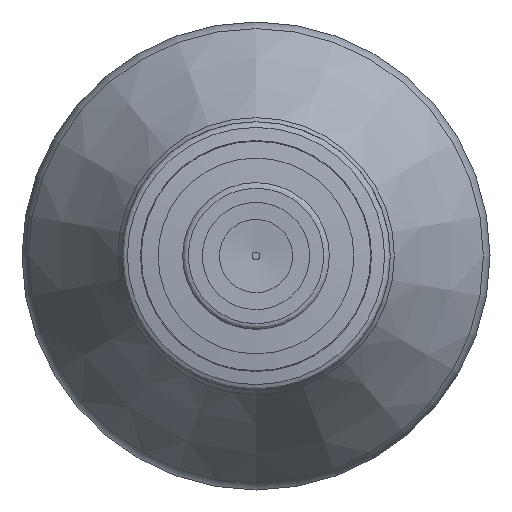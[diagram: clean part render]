
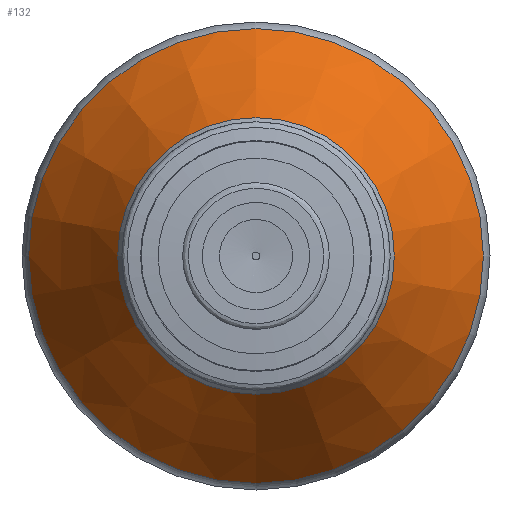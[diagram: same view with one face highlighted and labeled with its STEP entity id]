
A CAD part, left-side view. The second image highlights one B-rep face of the part: STEP entity #132.
In plain terms, the highlighted conical face has half-angle 32.856 degrees and reference radius 16.52 mm.
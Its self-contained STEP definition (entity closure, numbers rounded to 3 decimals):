
#117=CONICAL_SURFACE('',#532,16.52,32.856);
#132=ADVANCED_FACE('',(#190,#191),#117,.T.);
#190=FACE_BOUND('',#263,.T.);
#191=FACE_BOUND('',#264,.T.);
#263=EDGE_LOOP('',(#339));
#264=EDGE_LOOP('',(#340));
#339=ORIENTED_EDGE('',*,*,#441,.T.);
#340=ORIENTED_EDGE('',*,*,#440,.F.);
#402=VERTEX_POINT('',#741);
#403=VERTEX_POINT('',#744);
#440=EDGE_CURVE('',#402,#402,#478,.T.);
#441=EDGE_CURVE('',#403,#403,#479,.T.);
#478=CIRCLE('',#529,16.52);
#479=CIRCLE('',#531,10.05);
#529=AXIS2_PLACEMENT_3D('',#740,#614,#615);
#531=AXIS2_PLACEMENT_3D('',#743,#618,#619);
#532=AXIS2_PLACEMENT_3D('',#745,#620,#621);
#614=DIRECTION('',(1.,0.,0.));
#615=DIRECTION('',(0.,0.,1.));
#618=DIRECTION('',(1.,0.,0.));
#619=DIRECTION('',(0.,0.,1.));
#620=DIRECTION('',(1.,0.,0.));
#621=DIRECTION('',(0.,0.,-1.));
#740=CARTESIAN_POINT('',(73.257,0.,0.));
#741=CARTESIAN_POINT('',(73.257,0.,16.52));
#743=CARTESIAN_POINT('',(63.238,0.,0.));
#744=CARTESIAN_POINT('',(63.238,0.,10.05));
#745=CARTESIAN_POINT('',(73.257,0.,0.));
